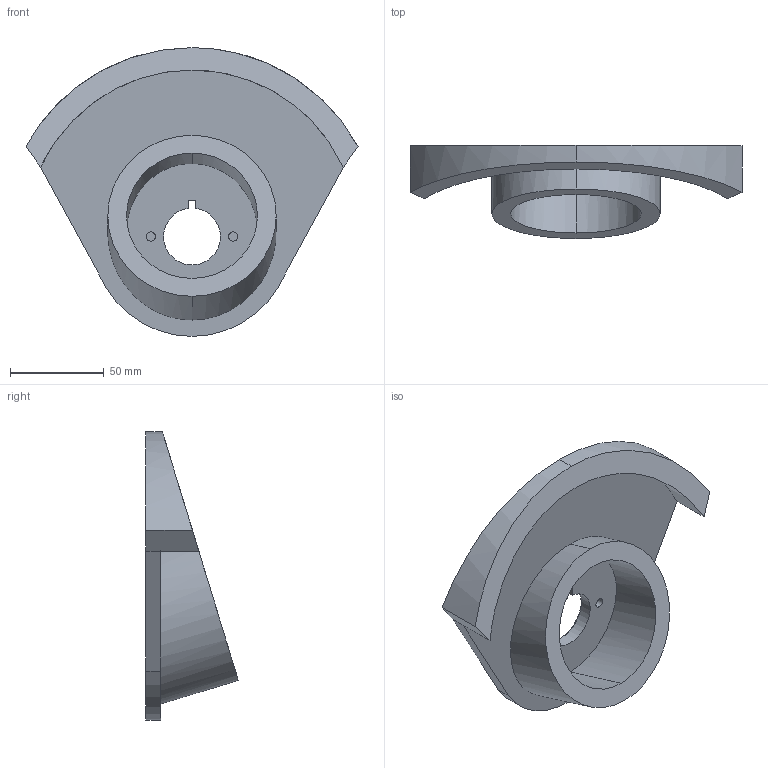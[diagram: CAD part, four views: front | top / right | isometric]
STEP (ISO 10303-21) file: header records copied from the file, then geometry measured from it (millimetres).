
FILE_DESCRIPTION (( 'STEP AP203' ), '1' );
FILE_NAME ('FlatBase-MKI.STEP', '2020-09-18T19:48:35', ( '' ), ( '' ), 'SwSTEP 2.0', 'SolidWorks 2018', '' );
FILE_SCHEMA (( 'CONFIG_CONTROL_DESIGN' ));
Length unit declared in the file: millimetre
Products named in the file (1): FlatBase-MKI
Bounding box: 177.45 x 49.5 x 154.34 mm (x, y, z)
Volume: 235689.9 mm3; surface area: 59443.8 mm2
Topology: 1 solids, 1 shells, 35 faces, 79 edges, 52 vertices
Faces by surface type: cylinder 18, plane 16, cone 1
Entity records: 1069 total; most frequent: CARTESIAN_POINT 197, DIRECTION 170, ORIENTED_EDGE 158, EDGE_CURVE 79, AXIS2_PLACEMENT_3D 65, VERTEX_POINT 52, EDGE_LOOP 43, VECTOR 40
